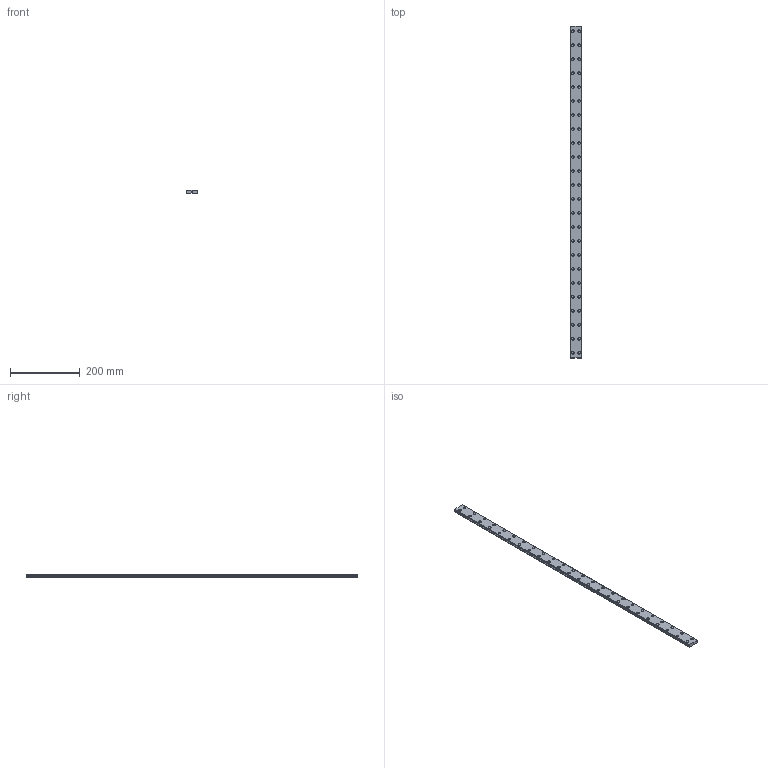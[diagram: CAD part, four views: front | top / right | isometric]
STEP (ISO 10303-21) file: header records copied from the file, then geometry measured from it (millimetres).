
FILE_DESCRIPTION(('STEP AP214'),'1');
FILE_NAME('cctmp_31D03DEA-9744-469D-A57B-7C8BDC621CA2_2021_02_25_14_11_10_0451..stp','2021-02-25T13:11:10',('HIWIN GmbH'),('CADClick - www.CADClick.com'),'Spatial InterOp 3D',' ','unknown authorization');
FILE_SCHEMA(('AUTOMOTIVE_DESIGN'));
Length unit declared in the file: millimetre
Products named in the file (1): WER17R950H_FILE
Bounding box: 33 x 950 x 9.3 mm (x, y, z)
Volume: 262264.3 mm3; surface area: 93366.8 mm2
Topology: 1 solids, 1 shells, 535 faces, 1155 edges, 770 vertices
Faces by surface type: cylinder 306, plane 229
Entity records: 19125 total; most frequent: DIRECTION 2839, CARTESIAN_POINT 2461, ORIENTED_EDGE 2310, EDGE_CURVE 1155, AXIS2_PLACEMENT_3D 1148, VERTEX_POINT 770, EDGE_LOOP 683, CIRCLE 612
